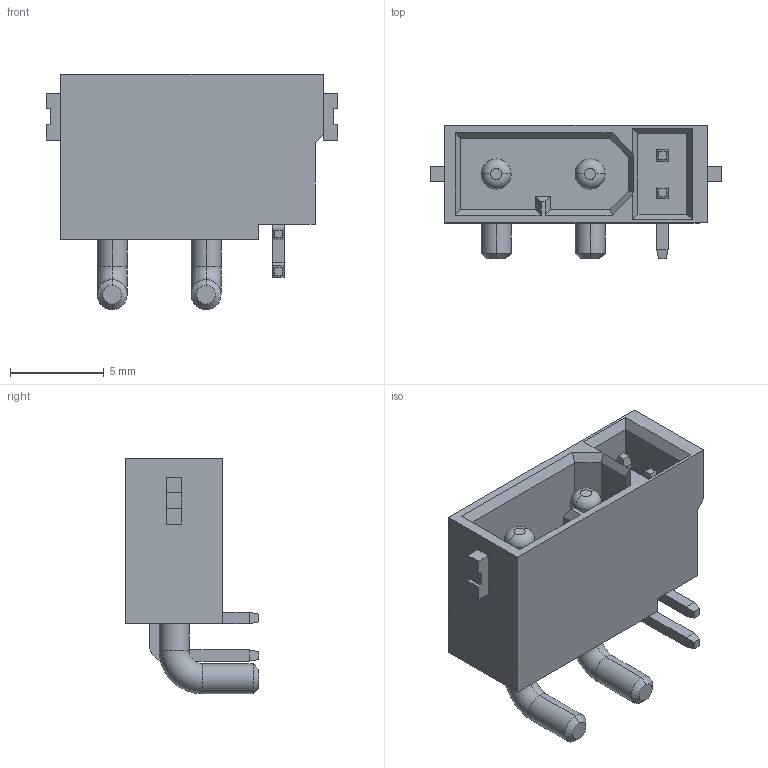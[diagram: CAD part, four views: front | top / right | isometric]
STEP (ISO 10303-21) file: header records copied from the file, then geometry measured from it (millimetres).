
FILE_DESCRIPTION (( 'STEP AP214' ), '1' );
FILE_NAME ('XT30PW(2+2)-M.G.B.STEP', '2025-09-30T02:25:48', ( '' ), ( '' ), 'SwSTEP 2.0', 'SolidWorks 2021', '' );
FILE_SCHEMA (( 'AUTOMOTIVE_DESIGN' ));
Length unit declared in the file: millimetre
Products named in the file (1): XT30PW(2+2)-M.G.B
Bounding box: 15.5 x 7.1 x 12.53 mm (x, y, z)
Volume: 368.4 mm3; surface area: 950 mm2
Topology: 9 solids, 9 shells, 139 faces, 309 edges, 190 vertices
Faces by surface type: plane 111, cylinder 16, torus 8, cone 4
Entity records: 3853 total; most frequent: CARTESIAN_POINT 639, DIRECTION 637, ORIENTED_EDGE 618, EDGE_CURVE 309, LINE 261, VECTOR 261, VERTEX_POINT 190, AXIS2_PLACEMENT_3D 188
